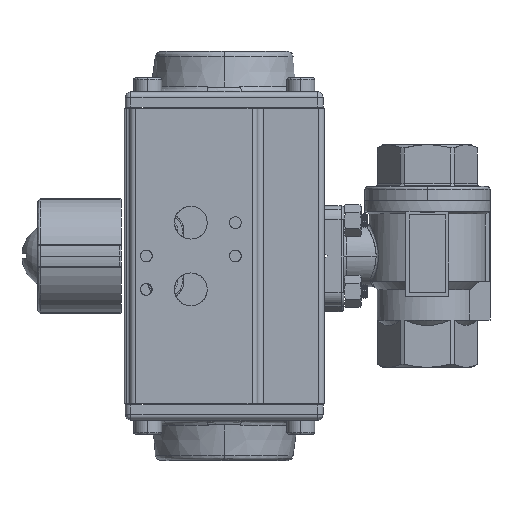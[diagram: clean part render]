
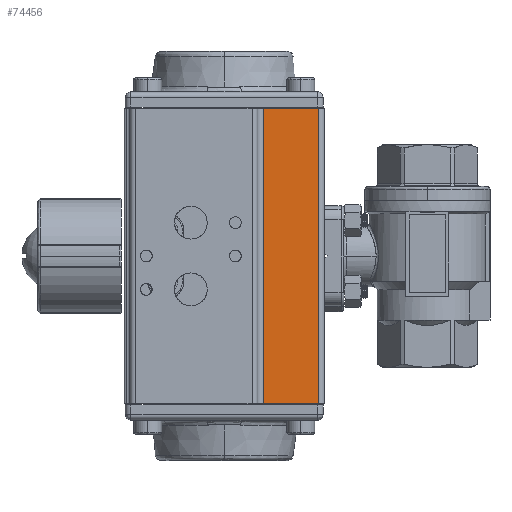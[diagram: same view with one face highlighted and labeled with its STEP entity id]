
A CAD part, left-side view. The second image highlights one B-rep face of the part: STEP entity #74456.
In plain terms, the highlighted planar face has unit normal (1, 0, 0).
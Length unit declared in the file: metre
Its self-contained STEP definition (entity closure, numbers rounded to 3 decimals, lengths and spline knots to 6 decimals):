
#76 = DIRECTION ( 'NONE',  ( 0., 0., 1. ) ) ;
#6892 = VERTEX_POINT ( 'NONE', #39846 ) ;
#7329 = CARTESIAN_POINT ( 'NONE',  ( -0.025949, -0.023535, 0.094 ) ) ;
#9032 = VERTEX_POINT ( 'NONE', #22122 ) ;
#9360 = CARTESIAN_POINT ( 'NONE',  ( -0.025949, -0.043535, 0.2 ) ) ;
#14506 = LINE ( 'NONE', #38159, #64939 ) ;
#15699 = ORIENTED_EDGE ( 'NONE', *, *, #65655, .T. ) ;
#16508 = EDGE_LOOP ( 'NONE', ( #60283, #58473, #21000, #15699 ) ) ;
#17166 = LINE ( 'NONE', #53172, #72080 ) ;
#18556 = LINE ( 'NONE', #65439, #26351 ) ;
#20912 = CARTESIAN_POINT ( 'NONE',  ( -0.025949, -0.023535, 0.2 ) ) ;
#21000 = ORIENTED_EDGE ( 'NONE', *, *, #52546, .T. ) ;
#22122 = CARTESIAN_POINT ( 'NONE',  ( -0.025949, -0.043535, 0.2 ) ) ;
#26351 = VECTOR ( 'NONE', #47663, 1. ) ;
#27146 = CARTESIAN_POINT ( 'NONE',  ( -0.025949, -0.043535, 0.094 ) ) ;
#28640 = FACE_OUTER_BOUND ( 'NONE', #16508, .T. ) ;
#31098 = DIRECTION ( 'NONE',  ( 0., 1., 0. ) ) ;
#32965 = DIRECTION ( 'NONE',  ( 0., -1., 0. ) ) ;
#34364 = EDGE_CURVE ( 'NONE', #64576, #9032, #68984, .T. ) ;
#37543 = EDGE_CURVE ( 'NONE', #59976, #64576, #17166, .T. ) ;
#38159 = CARTESIAN_POINT ( 'NONE',  ( -0.025949, -0.043535, 0.094 ) ) ;
#39846 = CARTESIAN_POINT ( 'NONE',  ( -0.025949, -0.043535, 0.094 ) ) ;
#47663 = DIRECTION ( 'NONE',  ( 0., 0., -1. ) ) ;
#50787 = PLANE ( 'NONE',  #65948 ) ;
#52546 = EDGE_CURVE ( 'NONE', #9032, #6892, #18556, .T. ) ;
#53172 = CARTESIAN_POINT ( 'NONE',  ( -0.025949, -0.023535, 0.094 ) ) ;
#57385 = DIRECTION ( 'NONE',  ( 0., 1., 0. ) ) ;
#58473 = ORIENTED_EDGE ( 'NONE', *, *, #34364, .T. ) ;
#59976 = VERTEX_POINT ( 'NONE', #7329 ) ;
#60283 = ORIENTED_EDGE ( 'NONE', *, *, #37543, .T. ) ;
#63176 = DIRECTION ( 'NONE',  ( 1., 0., 0. ) ) ;
#64576 = VERTEX_POINT ( 'NONE', #20912 ) ;
#64939 = VECTOR ( 'NONE', #31098, 1. ) ;
#65439 = CARTESIAN_POINT ( 'NONE',  ( -0.025949, -0.043535, 0.094 ) ) ;
#65655 = EDGE_CURVE ( 'NONE', #6892, #59976, #14506, .T. ) ;
#65948 = AXIS2_PLACEMENT_3D ( 'NONE', #27146, #63176, #57385 ) ;
#68984 = LINE ( 'NONE', #9360, #69618 ) ;
#69618 = VECTOR ( 'NONE', #32965, 1. ) ;
#72080 = VECTOR ( 'NONE', #76, 1. ) ;
#74456 = ADVANCED_FACE ( 'NONE', ( #28640 ), #50787, .T. ) ;
